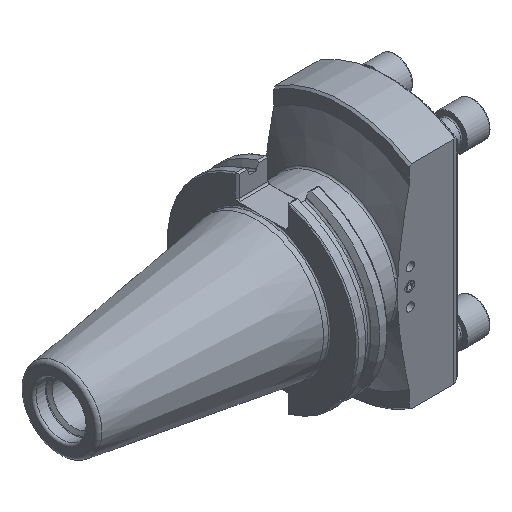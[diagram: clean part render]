
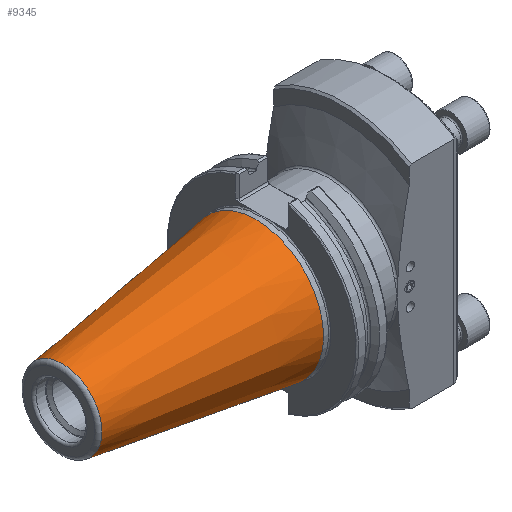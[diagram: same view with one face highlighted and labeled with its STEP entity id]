
A CAD part, isometric view. The second image highlights one B-rep face of the part: STEP entity #9345.
In plain terms, the highlighted conical face has half-angle 8.297 degrees and reference radius 34.925 mm.
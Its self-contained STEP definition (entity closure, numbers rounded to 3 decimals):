
#1089 = EDGE_CURVE ( 'NONE', #19729, #19729, #12168, .T. ) ;
#2532 = CARTESIAN_POINT ( 'NONE',  ( 0., 0., 0. ) ) ;
#3928 = CIRCLE ( 'NONE', #4215, 34.925 ) ;
#4215 = AXIS2_PLACEMENT_3D ( 'NONE', #2532, #19141, #8102 ) ;
#4251 = CARTESIAN_POINT ( 'NONE',  ( -99.889, 0., 0. ) ) ;
#4593 = ORIENTED_EDGE ( 'NONE', *, *, #1089, .F. ) ;
#5775 = EDGE_CURVE ( 'NONE', #17973, #17973, #3928, .T. ) ;
#6846 = CARTESIAN_POINT ( 'NONE',  ( 0., 0., 34.925 ) ) ;
#7782 = CARTESIAN_POINT ( 'NONE',  ( 0., 0., 0. ) ) ;
#8102 = DIRECTION ( 'NONE',  ( 0., 0., 1. ) ) ;
#8935 = EDGE_LOOP ( 'NONE', ( #15623 ) ) ;
#9345 = ADVANCED_FACE ( 'NONE', ( #22308, #21734 ), #18821, .T. ) ;
#9548 = DIRECTION ( 'NONE',  ( 0., 0., -1. ) ) ;
#9563 = AXIS2_PLACEMENT_3D ( 'NONE', #4251, #19027, #22604 ) ;
#9630 = DIRECTION ( 'NONE',  ( 1., 0., 0. ) ) ;
#12122 = CARTESIAN_POINT ( 'NONE',  ( -99.889, 0., 20.358 ) ) ;
#12168 = CIRCLE ( 'NONE', #9563, 20.358 ) ;
#13445 = EDGE_LOOP ( 'NONE', ( #4593 ) ) ;
#15623 = ORIENTED_EDGE ( 'NONE', *, *, #5775, .T. ) ;
#17973 = VERTEX_POINT ( 'NONE', #6846 ) ;
#18821 = CONICAL_SURFACE ( 'NONE', #19459, 34.925, 0.145 ) ;
#19027 = DIRECTION ( 'NONE',  ( -1., 0., 0. ) ) ;
#19141 = DIRECTION ( 'NONE',  ( -1., 0., 0. ) ) ;
#19459 = AXIS2_PLACEMENT_3D ( 'NONE', #7782, #9630, #9548 ) ;
#19729 = VERTEX_POINT ( 'NONE', #12122 ) ;
#21734 = FACE_OUTER_BOUND ( 'NONE', #8935, .T. ) ;
#22308 = FACE_BOUND ( 'NONE', #13445, .T. ) ;
#22604 = DIRECTION ( 'NONE',  ( 0., 0., 1. ) ) ;
